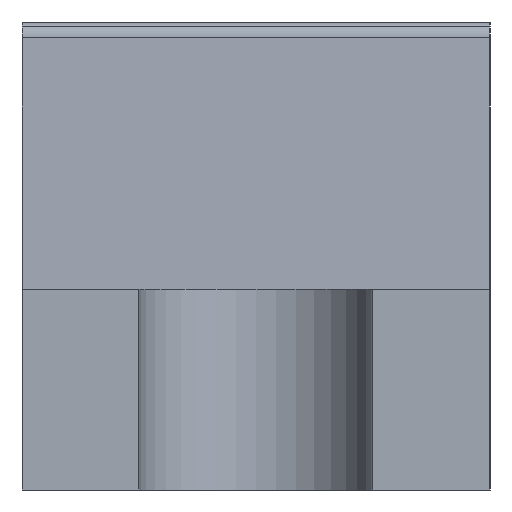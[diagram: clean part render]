
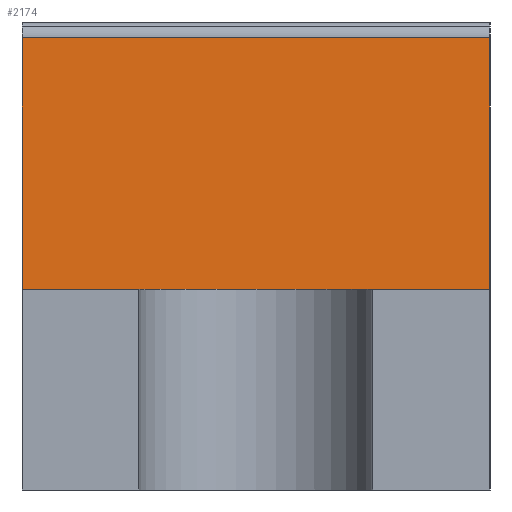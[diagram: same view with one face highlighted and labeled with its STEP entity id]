
A CAD part, left-side view. The second image highlights one B-rep face of the part: STEP entity #2174.
In plain terms, the highlighted planar face has unit normal (-0.999, 0, 0.052).
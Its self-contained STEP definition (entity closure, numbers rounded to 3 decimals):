
#7 = EDGE_CURVE ( 'NONE', #559, #127, #1805, .T. ) ;
#127 = VERTEX_POINT ( 'NONE', #2404 ) ;
#185 = VECTOR ( 'NONE', #3010, 1000. ) ;
#210 = CARTESIAN_POINT ( 'NONE',  ( -0.55, -0.35, 0.3 ) ) ;
#236 = LINE ( 'NONE', #210, #1495 ) ;
#420 = EDGE_CURVE ( 'NONE', #559, #2331, #2057, .T. ) ;
#559 = VERTEX_POINT ( 'NONE', #1794 ) ;
#580 = DIRECTION ( 'NONE',  ( 0., -1., 0. ) ) ;
#601 = DIRECTION ( 'NONE',  ( 0.052, 0., 0.999 ) ) ;
#679 = DIRECTION ( 'NONE',  ( 0., 1., 0. ) ) ;
#819 = CARTESIAN_POINT ( 'NONE',  ( -0.53, 0.175, 0.676 ) ) ;
#855 = PLANE ( 'NONE',  #932 ) ;
#916 = EDGE_CURVE ( 'NONE', #2331, #1216, #236, .T. ) ;
#932 = AXIS2_PLACEMENT_3D ( 'NONE', #2561, #1363, #679 ) ;
#1015 = ORIENTED_EDGE ( 'NONE', *, *, #916, .T. ) ;
#1216 = VERTEX_POINT ( 'NONE', #2504 ) ;
#1252 = ORIENTED_EDGE ( 'NONE', *, *, #7, .F. ) ;
#1288 = VECTOR ( 'NONE', #580, 1000. ) ;
#1363 = DIRECTION ( 'NONE',  ( -0.999, 0., 0.052 ) ) ;
#1495 = VECTOR ( 'NONE', #2114, 1000. ) ;
#1767 = CARTESIAN_POINT ( 'NONE',  ( -0.548, 0.35, 0.329 ) ) ;
#1794 = CARTESIAN_POINT ( 'NONE',  ( -0.55, 0.35, 0.3 ) ) ;
#1805 = LINE ( 'NONE', #1767, #3070 ) ;
#2043 = CARTESIAN_POINT ( 'NONE',  ( -0.55, -0.35, 0.3 ) ) ;
#2057 = LINE ( 'NONE', #2043, #185 ) ;
#2114 = DIRECTION ( 'NONE',  ( 0.052, 0., 0.999 ) ) ;
#2174 = ADVANCED_FACE ( 'NONE', ( #2312 ), #855, .T. ) ;
#2193 = EDGE_LOOP ( 'NONE', ( #2867, #1252, #2425, #1015 ) ) ;
#2244 = LINE ( 'NONE', #819, #1288 ) ;
#2312 = FACE_OUTER_BOUND ( 'NONE', #2193, .T. ) ;
#2331 = VERTEX_POINT ( 'NONE', #2611 ) ;
#2404 = CARTESIAN_POINT ( 'NONE',  ( -0.53, 0.35, 0.676 ) ) ;
#2425 = ORIENTED_EDGE ( 'NONE', *, *, #420, .T. ) ;
#2504 = CARTESIAN_POINT ( 'NONE',  ( -0.53, -0.35, 0.676 ) ) ;
#2561 = CARTESIAN_POINT ( 'NONE',  ( -0.55, 0.35, 0.3 ) ) ;
#2611 = CARTESIAN_POINT ( 'NONE',  ( -0.55, -0.35, 0.3 ) ) ;
#2867 = ORIENTED_EDGE ( 'NONE', *, *, #3011, .F. ) ;
#3010 = DIRECTION ( 'NONE',  ( 0., -1., 0. ) ) ;
#3011 = EDGE_CURVE ( 'NONE', #127, #1216, #2244, .T. ) ;
#3070 = VECTOR ( 'NONE', #601, 1000. ) ;
